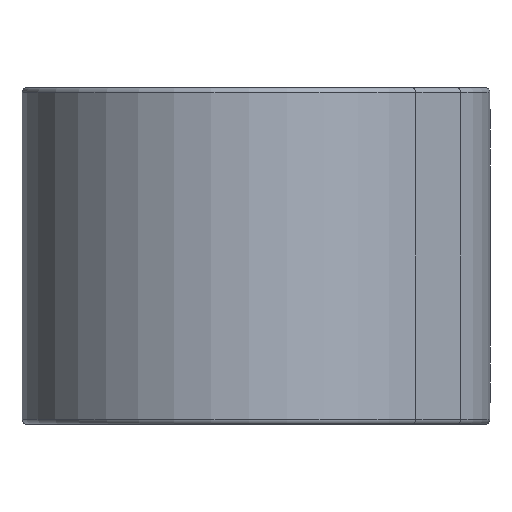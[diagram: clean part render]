
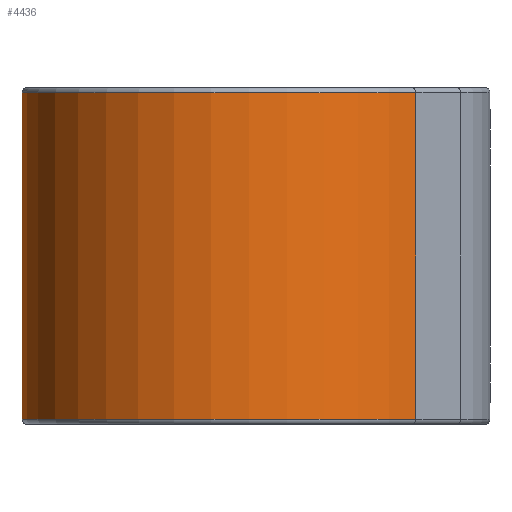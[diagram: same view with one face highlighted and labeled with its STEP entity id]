
A CAD part, left-side view. The second image highlights one B-rep face of the part: STEP entity #4436.
In plain terms, the highlighted cylindrical face has radius 8.35 mm (diameter 16.7 mm), a partial arc.
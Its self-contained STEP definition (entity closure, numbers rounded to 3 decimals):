
#1589=DIRECTION('',(0.,0.,1.));
#1590=VECTOR('',#1589,12.3);
#1591=CARTESIAN_POINT('',(-5.235,-6.505,-6.15));
#1592=LINE('',#1591,#1590);
#1603=CARTESIAN_POINT('',(0.,0.,6.15));
#1604=DIRECTION('',(0.,0.,1.));
#1605=DIRECTION('',(0.737,0.676,0.));
#1606=AXIS2_PLACEMENT_3D('',#1603,#1604,#1605);
#1608=CARTESIAN_POINT('',(0.,0.,-6.15));
#1609=DIRECTION('',(0.,0.,-1.));
#1610=DIRECTION('',(-0.627,-0.779,0.));
#1611=AXIS2_PLACEMENT_3D('',#1608,#1609,#1610);
#1613=DIRECTION('',(0.,0.,1.));
#1614=VECTOR('',#1613,12.3);
#1615=CARTESIAN_POINT('',(6.154,5.644,-6.15));
#1616=LINE('',#1615,#1614);
#1746=CARTESIAN_POINT('',(6.154,5.644,6.15));
#1747=VERTEX_POINT('',#1746);
#1750=CARTESIAN_POINT('',(-5.235,-6.505,6.15));
#1751=VERTEX_POINT('',#1750);
#1786=CARTESIAN_POINT('',(-5.235,-6.505,-6.15));
#1787=VERTEX_POINT('',#1786);
#1790=CARTESIAN_POINT('',(6.154,5.644,-6.15));
#1791=VERTEX_POINT('',#1790);
#4424=CARTESIAN_POINT('',(0.,0.,-6.35));
#4425=DIRECTION('',(0.,0.,1.));
#4426=DIRECTION('',(1.,0.,0.));
#4427=AXIS2_PLACEMENT_3D('',#4424,#4425,#4426);
#4428=CYLINDRICAL_SURFACE('',#4427,8.35);
#4429=ORIENTED_EDGE('',*,*,#4417,.T.);
#4430=ORIENTED_EDGE('',*,*,#4392,.F.);
#4431=ORIENTED_EDGE('',*,*,#2098,.T.);
#4433=ORIENTED_EDGE('',*,*,#4432,.T.);
#4434=EDGE_LOOP('',(#4429,#4430,#4431,#4433));
#4435=FACE_OUTER_BOUND('',#4434,.F.);
#4436=ADVANCED_FACE('',(#4435),#4428,.T.);
#1607=CIRCLE('',#1606,8.35);
#1612=CIRCLE('',#1611,8.35);
#2098=EDGE_CURVE('',#1787,#1791,#1612,.T.);
#4392=EDGE_CURVE('',#1787,#1751,#1592,.T.);
#4417=EDGE_CURVE('',#1747,#1751,#1607,.T.);
#4432=EDGE_CURVE('',#1791,#1747,#1616,.T.);
